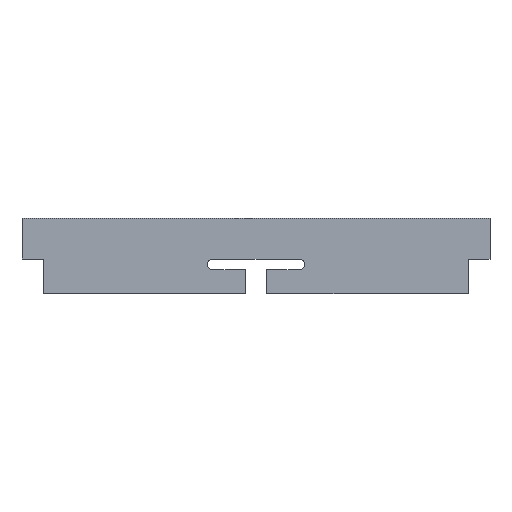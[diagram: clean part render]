
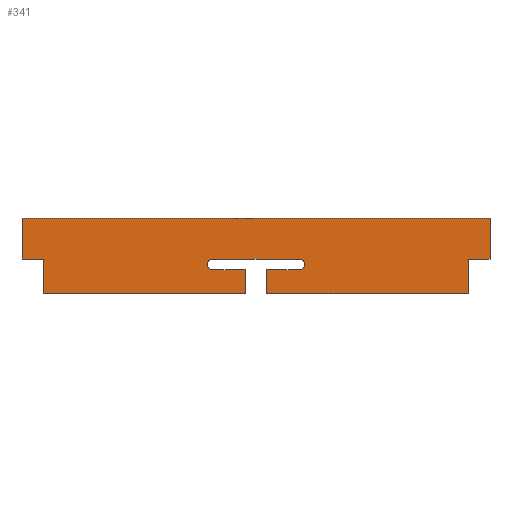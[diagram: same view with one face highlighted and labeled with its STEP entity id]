
A CAD part, top view. The second image highlights one B-rep face of the part: STEP entity #341.
In plain terms, the highlighted planar face has unit normal (0, 0, 1).
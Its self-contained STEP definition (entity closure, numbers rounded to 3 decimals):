
#16=CIRCLE('',#372,5.);
#18=CIRCLE('',#375,5.);
#25=FACE_OUTER_BOUND('',#43,.T.);
#43=EDGE_LOOP('',(#241,#242,#243,#244,#245,#246,#247,#248,#249,#250,#251,
#252,#253,#254,#255,#256));
#59=LINE('',#489,#103);
#66=LINE('',#511,#110);
#67=LINE('',#513,#111);
#68=LINE('',#515,#112);
#69=LINE('',#517,#113);
#70=LINE('',#519,#114);
#71=LINE('',#521,#115);
#72=LINE('',#523,#116);
#73=LINE('',#525,#117);
#74=LINE('',#527,#118);
#75=LINE('',#529,#119);
#76=LINE('',#531,#120);
#77=LINE('',#533,#121);
#78=LINE('',#534,#122);
#103=VECTOR('',#397,10.);
#110=VECTOR('',#418,10.);
#111=VECTOR('',#421,10.);
#112=VECTOR('',#422,10.);
#113=VECTOR('',#423,10.);
#114=VECTOR('',#424,10.);
#115=VECTOR('',#425,10.);
#116=VECTOR('',#426,10.);
#117=VECTOR('',#427,10.);
#118=VECTOR('',#428,10.);
#119=VECTOR('',#429,10.);
#120=VECTOR('',#430,10.);
#121=VECTOR('',#431,10.);
#122=VECTOR('',#432,10.);
#147=VERTEX_POINT('',#486);
#148=VERTEX_POINT('',#488);
#150=VERTEX_POINT('',#494);
#153=VERTEX_POINT('',#501);
#154=VERTEX_POINT('',#503);
#156=VERTEX_POINT('',#509);
#157=VERTEX_POINT('',#514);
#158=VERTEX_POINT('',#516);
#159=VERTEX_POINT('',#518);
#160=VERTEX_POINT('',#520);
#161=VERTEX_POINT('',#522);
#162=VERTEX_POINT('',#524);
#163=VERTEX_POINT('',#526);
#164=VERTEX_POINT('',#528);
#165=VERTEX_POINT('',#530);
#166=VERTEX_POINT('',#532);
#179=EDGE_CURVE('',#148,#147,#59,.T.);
#183=EDGE_CURVE('',#147,#150,#16,.T.);
#186=EDGE_CURVE('',#154,#153,#18,.T.);
#190=EDGE_CURVE('',#153,#156,#66,.T.);
#191=EDGE_CURVE('',#150,#154,#67,.T.);
#192=EDGE_CURVE('',#156,#157,#68,.T.);
#193=EDGE_CURVE('',#157,#158,#69,.T.);
#194=EDGE_CURVE('',#158,#159,#70,.T.);
#195=EDGE_CURVE('',#159,#160,#71,.T.);
#196=EDGE_CURVE('',#160,#161,#72,.T.);
#197=EDGE_CURVE('',#161,#162,#73,.T.);
#198=EDGE_CURVE('',#162,#163,#74,.T.);
#199=EDGE_CURVE('',#163,#164,#75,.T.);
#200=EDGE_CURVE('',#164,#165,#76,.T.);
#201=EDGE_CURVE('',#165,#166,#77,.T.);
#202=EDGE_CURVE('',#166,#148,#78,.T.);
#241=ORIENTED_EDGE('',*,*,#179,.T.);
#242=ORIENTED_EDGE('',*,*,#183,.T.);
#243=ORIENTED_EDGE('',*,*,#191,.T.);
#244=ORIENTED_EDGE('',*,*,#186,.T.);
#245=ORIENTED_EDGE('',*,*,#190,.T.);
#246=ORIENTED_EDGE('',*,*,#192,.T.);
#247=ORIENTED_EDGE('',*,*,#193,.T.);
#248=ORIENTED_EDGE('',*,*,#194,.T.);
#249=ORIENTED_EDGE('',*,*,#195,.T.);
#250=ORIENTED_EDGE('',*,*,#196,.T.);
#251=ORIENTED_EDGE('',*,*,#197,.T.);
#252=ORIENTED_EDGE('',*,*,#198,.T.);
#253=ORIENTED_EDGE('',*,*,#199,.T.);
#254=ORIENTED_EDGE('',*,*,#200,.T.);
#255=ORIENTED_EDGE('',*,*,#201,.T.);
#256=ORIENTED_EDGE('',*,*,#202,.T.);
#323=PLANE('',#377);
#341=ADVANCED_FACE('',(#25),#323,.T.);
#372=AXIS2_PLACEMENT_3D('',#496,#404,#405);
#375=AXIS2_PLACEMENT_3D('',#504,#411,#412);
#377=AXIS2_PLACEMENT_3D('',#512,#419,#420);
#397=DIRECTION('',(-1.,0.,0.));
#404=DIRECTION('center_axis',(0.,0.,-1.));
#405=DIRECTION('ref_axis',(0.,1.,0.));
#411=DIRECTION('center_axis',(0.,0.,-1.));
#412=DIRECTION('ref_axis',(0.,-1.,0.));
#418=DIRECTION('',(-1.,0.,0.));
#419=DIRECTION('center_axis',(0.,0.,1.));
#420=DIRECTION('ref_axis',(1.,0.,0.));
#421=DIRECTION('',(1.,0.,0.));
#422=DIRECTION('',(0.,-1.,0.));
#423=DIRECTION('',(1.,0.,0.));
#424=DIRECTION('',(0.,1.,0.));
#425=DIRECTION('',(1.,0.,0.));
#426=DIRECTION('',(0.,1.,0.));
#427=DIRECTION('',(-1.,0.,0.));
#428=DIRECTION('',(0.,-1.,0.));
#429=DIRECTION('',(1.,0.,0.));
#430=DIRECTION('',(0.,-1.,0.));
#431=DIRECTION('',(1.,0.,0.));
#432=DIRECTION('',(0.,1.,0.));
#486=CARTESIAN_POINT('',(176.9,22.4,5.4));
#488=CARTESIAN_POINT('',(206.95,22.4,5.4));
#489=CARTESIAN_POINT('',(211.925,22.4,5.4));
#494=CARTESIAN_POINT('',(176.9,32.4,5.4));
#496=CARTESIAN_POINT('Origin',(176.9,27.4,5.4));
#501=CARTESIAN_POINT('',(256.9,22.4,5.4));
#503=CARTESIAN_POINT('',(256.9,32.4,5.4));
#504=CARTESIAN_POINT('Origin',(256.9,27.4,5.4));
#509=CARTESIAN_POINT('',(226.85,22.4,5.4));
#511=CARTESIAN_POINT('',(236.9,22.4,5.4));
#512=CARTESIAN_POINT('Origin',(216.9,35.2,5.4));
#513=CARTESIAN_POINT('',(196.9,32.4,5.4));
#514=CARTESIAN_POINT('',(226.85,0.,5.4));
#515=CARTESIAN_POINT('',(226.85,0.,5.4));
#516=CARTESIAN_POINT('',(413.9,0.,5.4));
#517=CARTESIAN_POINT('',(0.,0.,5.4));
#518=CARTESIAN_POINT('',(413.9,32.4,5.4));
#519=CARTESIAN_POINT('',(413.9,0.,5.4));
#520=CARTESIAN_POINT('',(433.8,32.4,5.4));
#521=CARTESIAN_POINT('',(413.9,32.4,5.4));
#522=CARTESIAN_POINT('',(433.8,70.4,5.4));
#523=CARTESIAN_POINT('',(433.8,0.,5.4));
#524=CARTESIAN_POINT('',(0.,70.4,5.4));
#525=CARTESIAN_POINT('',(433.8,70.4,5.4));
#526=CARTESIAN_POINT('',(0.,32.4,5.4));
#527=CARTESIAN_POINT('',(0.,70.4,5.4));
#528=CARTESIAN_POINT('',(19.9,32.4,5.4));
#529=CARTESIAN_POINT('',(19.9,32.4,5.4));
#530=CARTESIAN_POINT('',(19.9,0.,5.4));
#531=CARTESIAN_POINT('',(19.9,0.,5.4));
#532=CARTESIAN_POINT('',(206.95,0.,5.4));
#533=CARTESIAN_POINT('',(0.,0.,5.4));
#534=CARTESIAN_POINT('',(206.95,32.4,5.4));
